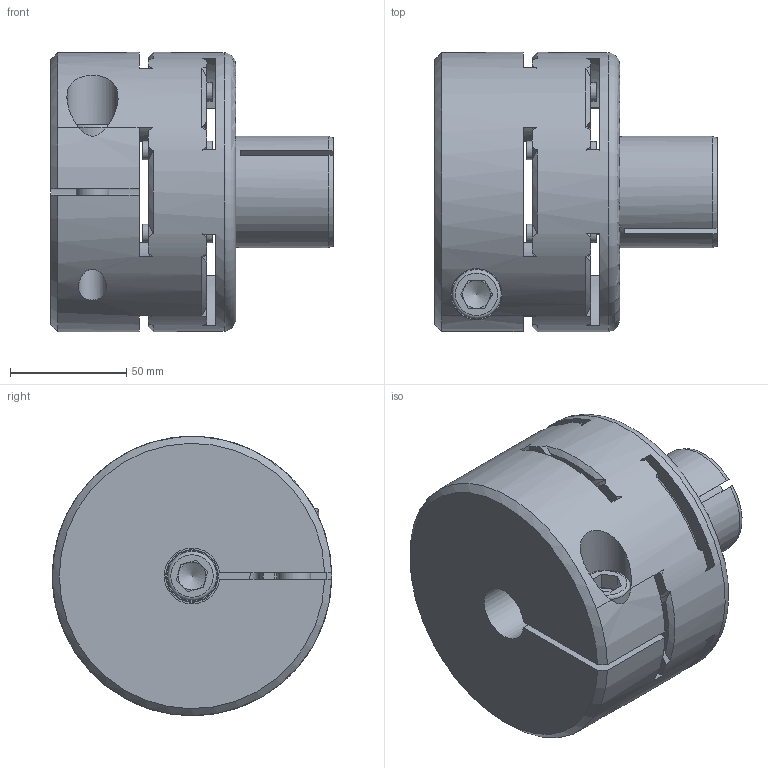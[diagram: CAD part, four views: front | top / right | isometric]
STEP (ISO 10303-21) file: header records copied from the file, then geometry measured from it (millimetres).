
FILE_DESCRIPTION(/* description */ ('Unknown'),/* implementation_level */ '2;1');
FILE_NAME(/* name */ 'EKS 600',/* time_stamp */ '2021-02-22T09:55:17+01:00',/* author */ ('Unknown'),/* organization */ ('Unknown'),/* preprocessor_version */ 'ST-DEVELOPER v16.7',/* originating_system */ 'DEX',/* authorisation */ $);
FILE_SCHEMA (('AUTOMOTIVE_DESIGN {1 0 10303 214 3 1 1}'));
Length unit declared in the file: millimetre
Products named in the file (1): EKS 600
Bounding box: 121.5 x 120 x 120 mm (x, y, z)
Volume: 806347.2 mm3; surface area: 122664 mm2
Topology: 1 solids, 1 shells, 225 faces, 651 edges, 422 vertices
Faces by surface type: cylinder 76, cone 75, plane 69, torus 5
Full cylindrical faces by diameter (mm): 8 x8, 11.835 x1, 12 x1, 14 x2, 14.5 x2, 15 x1, 21 x2, 22 x2, 22.5 x1, 48 x1, 58 x2, 120 x1
Entity records: 7520 total; most frequent: CARTESIAN_POINT 1850, ORIENTED_EDGE 1190, DIRECTION 1162, EDGE_CURVE 595, AXIS2_PLACEMENT_3D 508, VERTEX_POINT 406, FACE_BOUND 293, EDGE_LOOP 291
